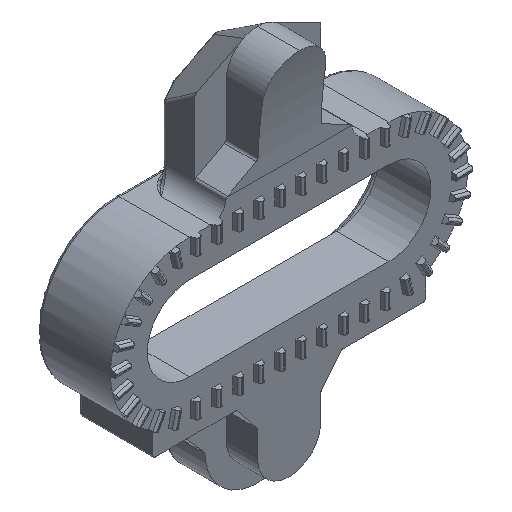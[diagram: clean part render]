
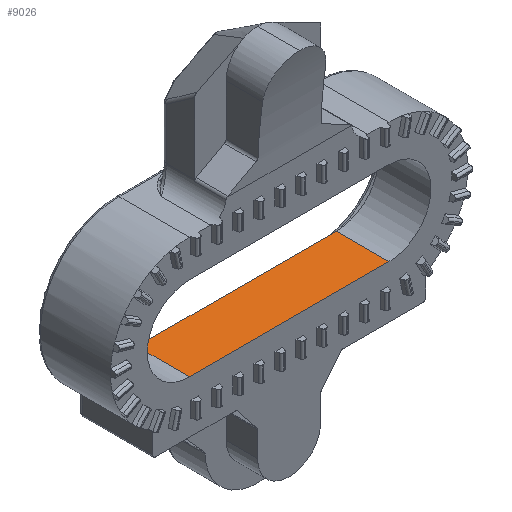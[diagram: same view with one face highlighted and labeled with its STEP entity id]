
A CAD part, isometric view. The second image highlights one B-rep face of the part: STEP entity #9026.
In plain terms, the highlighted planar face has unit normal (0, 0, 1).
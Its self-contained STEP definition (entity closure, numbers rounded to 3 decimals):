
#419 = VECTOR ( 'NONE', #3560, 1000. ) ;
#1036 = AXIS2_PLACEMENT_3D ( 'NONE', #12386, #7380, #1390 ) ;
#1289 = VERTEX_POINT ( 'NONE', #12022 ) ;
#1390 = DIRECTION ( 'NONE',  ( -1., 0., 0. ) ) ;
#2336 = CARTESIAN_POINT ( 'NONE',  ( -9.5, 2., -4. ) ) ;
#2532 = ORIENTED_EDGE ( 'NONE', *, *, #4471, .F. ) ;
#2712 = CARTESIAN_POINT ( 'NONE',  ( -17., -3., -4. ) ) ;
#3076 = LINE ( 'NONE', #8540, #419 ) ;
#3560 = DIRECTION ( 'NONE',  ( 0., 1., 0. ) ) ;
#4100 = VERTEX_POINT ( 'NONE', #4869 ) ;
#4436 = VECTOR ( 'NONE', #6438, 1000. ) ;
#4471 = EDGE_CURVE ( 'NONE', #4100, #1289, #3076, .T. ) ;
#4869 = CARTESIAN_POINT ( 'NONE',  ( -9.5, -3., -4. ) ) ;
#5057 = FACE_OUTER_BOUND ( 'NONE', #7592, .T. ) ;
#5119 = ORIENTED_EDGE ( 'NONE', *, *, #6384, .F. ) ;
#5378 = PLANE ( 'NONE',  #1036 ) ;
#5453 = CARTESIAN_POINT ( 'NONE',  ( 9.5, -4., -4. ) ) ;
#5493 = EDGE_CURVE ( 'NONE', #7912, #8013, #12757, .T. ) ;
#5646 = DIRECTION ( 'NONE',  ( -1., 0., 0. ) ) ;
#5647 = CARTESIAN_POINT ( 'NONE',  ( 9.5, -3., -4. ) ) ;
#5695 = LINE ( 'NONE', #2336, #8626 ) ;
#6384 = EDGE_CURVE ( 'NONE', #7912, #4100, #7382, .T. ) ;
#6438 = DIRECTION ( 'NONE',  ( 0., 1., 0. ) ) ;
#6459 = ORIENTED_EDGE ( 'NONE', *, *, #8991, .T. ) ;
#7380 = DIRECTION ( 'NONE',  ( 0., 0., -1. ) ) ;
#7382 = LINE ( 'NONE', #2712, #12724 ) ;
#7592 = EDGE_LOOP ( 'NONE', ( #10272, #6459, #2532, #5119 ) ) ;
#7912 = VERTEX_POINT ( 'NONE', #5647 ) ;
#8013 = VERTEX_POINT ( 'NONE', #9858 ) ;
#8540 = CARTESIAN_POINT ( 'NONE',  ( -9.5, -4., -4. ) ) ;
#8626 = VECTOR ( 'NONE', #9301, 1000. ) ;
#8991 = EDGE_CURVE ( 'NONE', #8013, #1289, #5695, .T. ) ;
#9026 = ADVANCED_FACE ( 'NONE', ( #5057 ), #5378, .F. ) ;
#9301 = DIRECTION ( 'NONE',  ( -1., 0., 0. ) ) ;
#9858 = CARTESIAN_POINT ( 'NONE',  ( 9.5, 2., -4. ) ) ;
#10272 = ORIENTED_EDGE ( 'NONE', *, *, #5493, .T. ) ;
#12022 = CARTESIAN_POINT ( 'NONE',  ( -9.5, 2., -4. ) ) ;
#12386 = CARTESIAN_POINT ( 'NONE',  ( 9.5, -4., -4. ) ) ;
#12724 = VECTOR ( 'NONE', #5646, 1000. ) ;
#12757 = LINE ( 'NONE', #5453, #4436 ) ;
